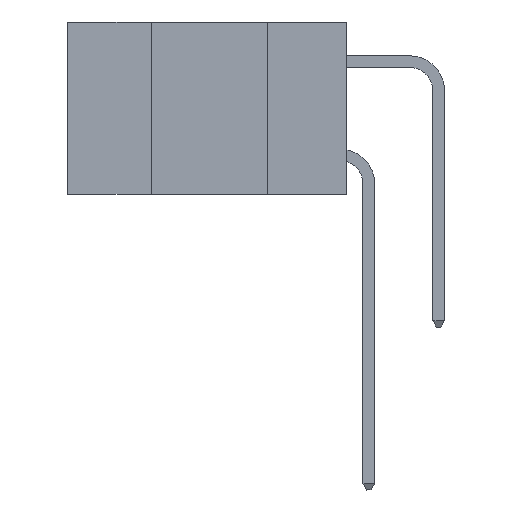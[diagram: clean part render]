
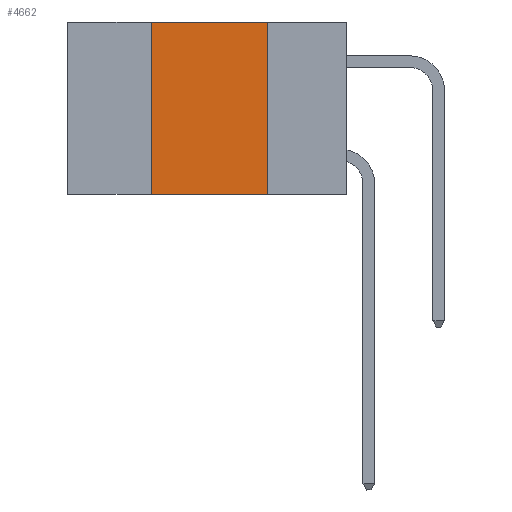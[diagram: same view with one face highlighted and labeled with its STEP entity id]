
A CAD part, left-side view. The second image highlights one B-rep face of the part: STEP entity #4662.
In plain terms, the highlighted planar face has unit normal (-1, 0, 0).
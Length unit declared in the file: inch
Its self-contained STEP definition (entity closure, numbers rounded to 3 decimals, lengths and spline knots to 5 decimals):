
#332 = DIRECTION ( 'NONE',  ( 0., 0., -1. ) ) ;
#1517 = EDGE_CURVE ( 'NONE', #3316, #9871, #9503, .T. ) ;
#1701 = VERTEX_POINT ( 'NONE', #5524 ) ;
#3024 = VECTOR ( 'NONE', #5346, 39.37008 ) ;
#3316 = VERTEX_POINT ( 'NONE', #10562 ) ;
#3574 = ORIENTED_EDGE ( 'NONE', *, *, #12339, .F. ) ;
#3621 = VERTEX_POINT ( 'NONE', #6049 ) ;
#3926 = ORIENTED_EDGE ( 'NONE', *, *, #1517, .T. ) ;
#3945 = CARTESIAN_POINT ( 'NONE',  ( 0., 0.6, 0. ) ) ;
#4141 = VECTOR ( 'NONE', #7718, 39.37008 ) ;
#4662 = ADVANCED_FACE ( 'NONE', ( #11956 ), #4664, .F. ) ;
#4664 = PLANE ( 'NONE',  #7438 ) ;
#4912 = CARTESIAN_POINT ( 'NONE',  ( 0., 0.17, -0.37 ) ) ;
#4991 = DIRECTION ( 'NONE',  ( 0., -1., 0. ) ) ;
#5081 = LINE ( 'NONE', #11590, #12298 ) ;
#5087 = EDGE_CURVE ( 'NONE', #1701, #9871, #12702, .T. ) ;
#5346 = DIRECTION ( 'NONE',  ( 0., 0., -1. ) ) ;
#5524 = CARTESIAN_POINT ( 'NONE',  ( 0., 0.17, 0. ) ) ;
#6049 = CARTESIAN_POINT ( 'NONE',  ( 0., 0.42, 0. ) ) ;
#6682 = DIRECTION ( 'NONE',  ( 0., 0., 1. ) ) ;
#6689 = DIRECTION ( 'NONE',  ( 1., 0., 0. ) ) ;
#7438 = AXIS2_PLACEMENT_3D ( 'NONE', #12537, #6689, #332 ) ;
#7718 = DIRECTION ( 'NONE',  ( 0., -1., 0. ) ) ;
#7745 = CARTESIAN_POINT ( 'NONE',  ( 0., 0.6, -0.37 ) ) ;
#7875 = VECTOR ( 'NONE', #4991, 39.37008 ) ;
#9006 = ORIENTED_EDGE ( 'NONE', *, *, #12806, .F. ) ;
#9503 = LINE ( 'NONE', #7745, #4141 ) ;
#9871 = VERTEX_POINT ( 'NONE', #4912 ) ;
#10274 = CARTESIAN_POINT ( 'NONE',  ( 0., 0.17, 0. ) ) ;
#10501 = LINE ( 'NONE', #3945, #7875 ) ;
#10562 = CARTESIAN_POINT ( 'NONE',  ( 0., 0.42, -0.37 ) ) ;
#11267 = ORIENTED_EDGE ( 'NONE', *, *, #5087, .F. ) ;
#11590 = CARTESIAN_POINT ( 'NONE',  ( 0., 0.42, 0. ) ) ;
#11956 = FACE_OUTER_BOUND ( 'NONE', #12572, .T. ) ;
#12298 = VECTOR ( 'NONE', #6682, 39.37008 ) ;
#12339 = EDGE_CURVE ( 'NONE', #3621, #1701, #10501, .T. ) ;
#12537 = CARTESIAN_POINT ( 'NONE',  ( 0., 0.6, 0. ) ) ;
#12572 = EDGE_LOOP ( 'NONE', ( #11267, #3574, #9006, #3926 ) ) ;
#12702 = LINE ( 'NONE', #10274, #3024 ) ;
#12806 = EDGE_CURVE ( 'NONE', #3316, #3621, #5081, .T. ) ;
